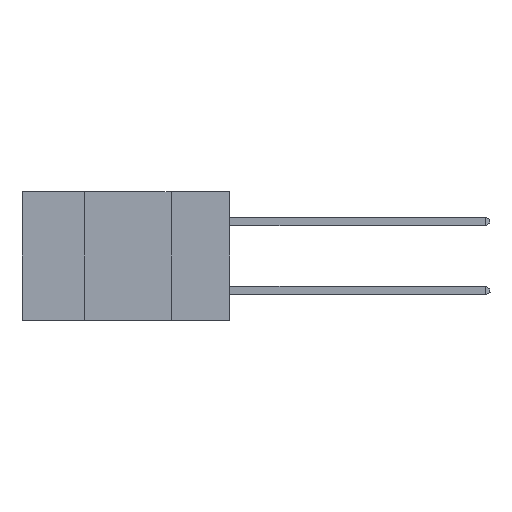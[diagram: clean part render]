
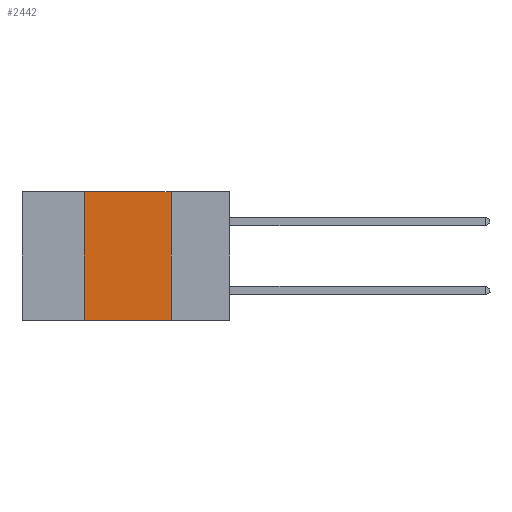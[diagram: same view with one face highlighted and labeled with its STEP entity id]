
A CAD part, left-side view. The second image highlights one B-rep face of the part: STEP entity #2442.
In plain terms, the highlighted planar face has unit normal (-1, 0, 0).
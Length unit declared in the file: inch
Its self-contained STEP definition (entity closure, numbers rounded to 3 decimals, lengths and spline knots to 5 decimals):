
#194 = DIRECTION ( 'NONE',  ( 0., -1., 0. ) ) ;
#353 = CARTESIAN_POINT ( 'NONE',  ( 0., 0.42, -0.37 ) ) ;
#866 = DIRECTION ( 'NONE',  ( 0., -1., 0. ) ) ;
#1194 = CARTESIAN_POINT ( 'NONE',  ( 0., 0.17, -0.37 ) ) ;
#2101 = EDGE_CURVE ( 'NONE', #7381, #13845, #8617, .T. ) ;
#2162 = VECTOR ( 'NONE', #12276, 39.37008 ) ;
#2442 = ADVANCED_FACE ( 'NONE', ( #3558 ), #8844, .F. ) ;
#2451 = DIRECTION ( 'NONE',  ( 1., 0., 0. ) ) ;
#2699 = EDGE_CURVE ( 'NONE', #4536, #13845, #7637, .T. ) ;
#3558 = FACE_OUTER_BOUND ( 'NONE', #8048, .T. ) ;
#3676 = ORIENTED_EDGE ( 'NONE', *, *, #2101, .T. ) ;
#4109 = LINE ( 'NONE', #13396, #8951 ) ;
#4536 = VERTEX_POINT ( 'NONE', #15819 ) ;
#4958 = VECTOR ( 'NONE', #194, 39.37008 ) ;
#6023 = ORIENTED_EDGE ( 'NONE', *, *, #8738, .F. ) ;
#7381 = VERTEX_POINT ( 'NONE', #353 ) ;
#7637 = LINE ( 'NONE', #16015, #2162 ) ;
#8048 = EDGE_LOOP ( 'NONE', ( #11977, #6023, #15014, #3676 ) ) ;
#8398 = VERTEX_POINT ( 'NONE', #16250 ) ;
#8617 = LINE ( 'NONE', #15229, #4958 ) ;
#8738 = EDGE_CURVE ( 'NONE', #8398, #4536, #4109, .T. ) ;
#8844 = PLANE ( 'NONE',  #13777 ) ;
#8951 = VECTOR ( 'NONE', #866, 39.37008 ) ;
#8988 = EDGE_CURVE ( 'NONE', #7381, #8398, #12910, .T. ) ;
#9524 = VECTOR ( 'NONE', #12430, 39.37008 ) ;
#10008 = CARTESIAN_POINT ( 'NONE',  ( 0., 0.42, 0. ) ) ;
#10083 = CARTESIAN_POINT ( 'NONE',  ( 0., 0.6, 0. ) ) ;
#11175 = DIRECTION ( 'NONE',  ( 0., 0., -1. ) ) ;
#11977 = ORIENTED_EDGE ( 'NONE', *, *, #2699, .F. ) ;
#12276 = DIRECTION ( 'NONE',  ( 0., 0., -1. ) ) ;
#12430 = DIRECTION ( 'NONE',  ( 0., 0., 1. ) ) ;
#12910 = LINE ( 'NONE', #10008, #9524 ) ;
#13396 = CARTESIAN_POINT ( 'NONE',  ( 0., 0.6, 0. ) ) ;
#13777 = AXIS2_PLACEMENT_3D ( 'NONE', #10083, #2451, #11175 ) ;
#13845 = VERTEX_POINT ( 'NONE', #1194 ) ;
#15014 = ORIENTED_EDGE ( 'NONE', *, *, #8988, .F. ) ;
#15229 = CARTESIAN_POINT ( 'NONE',  ( 0., 0.6, -0.37 ) ) ;
#15819 = CARTESIAN_POINT ( 'NONE',  ( 0., 0.17, 0. ) ) ;
#16015 = CARTESIAN_POINT ( 'NONE',  ( 0., 0.17, 0. ) ) ;
#16250 = CARTESIAN_POINT ( 'NONE',  ( 0., 0.42, 0. ) ) ;
